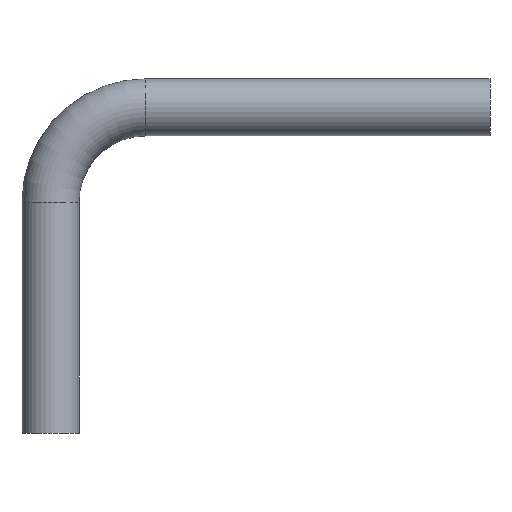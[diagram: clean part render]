
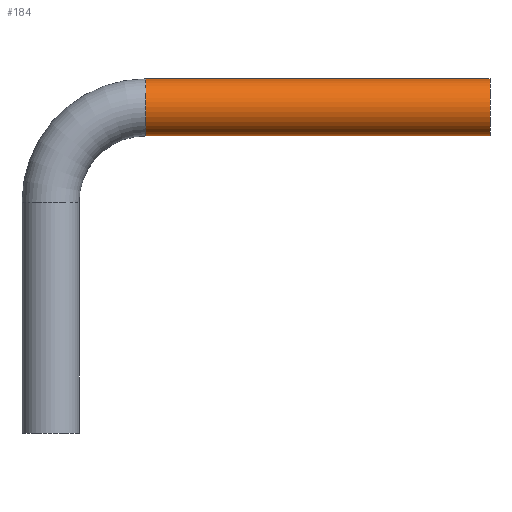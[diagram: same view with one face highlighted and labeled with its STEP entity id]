
A CAD part, front view. The second image highlights one B-rep face of the part: STEP entity #184.
In plain terms, the highlighted cylindrical face has radius 0.6 mm (diameter 1.2 mm), a partial arc.
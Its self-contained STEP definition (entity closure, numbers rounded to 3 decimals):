
#70=CARTESIAN_POINT('',(-13.24,0.,4.35));
#71=VERTEX_POINT('',#70);
#81=CARTESIAN_POINT('',(-13.24,0.,3.15));
#82=VERTEX_POINT('',#81);
#147=CARTESIAN_POINT('',(-13.24,0.,3.75));
#148=DIRECTION('',(1.0,0.,0.));
#149=DIRECTION('',(0.0,0.0,-1.0));
#150=AXIS2_PLACEMENT_3D('',#147,#148,#149);
#151=CYLINDRICAL_SURFACE('',#150,0.6);
#152=CARTESIAN_POINT('',(-6.0,0.,3.15));
#153=VERTEX_POINT('',#152);
#154=CARTESIAN_POINT('',(-6.0,0.,3.15));
#155=DIRECTION('',(-1.0,0.0,0.0));
#156=VECTOR('',#155,7.24);
#157=LINE('',#154,#156);
#158=EDGE_CURVE('',#153,#82,#157,.T.);
#159=ORIENTED_EDGE('',*,*,#158,.F.);
#160=CARTESIAN_POINT('',(-6.0,0.,4.35));
#161=VERTEX_POINT('',#160);
#162=CARTESIAN_POINT('',(-6.0,0.,3.75));
#163=DIRECTION('',(1.0,0.0,0.0));
#164=DIRECTION('',(0.0,1.0,0.0));
#165=AXIS2_PLACEMENT_3D('',#162,#163,#164);
#166=CIRCLE('',#165,0.6);
#167=EDGE_CURVE('',#161,#153,#166,.T.);
#168=ORIENTED_EDGE('',*,*,#167,.F.);
#169=CARTESIAN_POINT('',(-6.0,0.,4.35));
#170=DIRECTION('',(-1.0,0.0,0.0));
#171=VECTOR('',#170,7.24);
#172=LINE('',#169,#171);
#173=EDGE_CURVE('',#161,#71,#172,.T.);
#174=ORIENTED_EDGE('',*,*,#173,.T.);
#175=CARTESIAN_POINT('',(-13.24,0.,3.75));
#176=DIRECTION('',(-1.0,0.0,0.0));
#177=DIRECTION('',(0.0,0.0,-1.0));
#178=AXIS2_PLACEMENT_3D('',#175,#176,#177);
#179=CIRCLE('',#178,0.6);
#180=EDGE_CURVE('',#82,#71,#179,.T.);
#181=ORIENTED_EDGE('',*,*,#180,.F.);
#182=EDGE_LOOP('',(#159,#168,#174,#181));
#183=FACE_OUTER_BOUND('',#182,.T.);
#184=ADVANCED_FACE('',(#183),#151,.T.);
